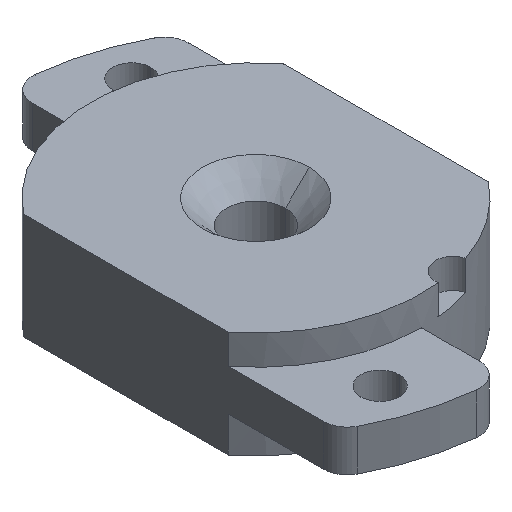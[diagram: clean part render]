
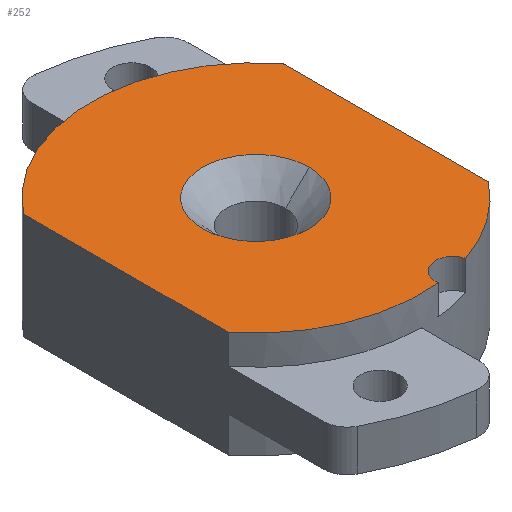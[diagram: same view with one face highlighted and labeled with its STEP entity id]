
A CAD part, isometric view. The second image highlights one B-rep face of the part: STEP entity #252.
In plain terms, the highlighted planar face has unit normal (0, 0, 1).
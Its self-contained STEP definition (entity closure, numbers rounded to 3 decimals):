
#8 = DIRECTION ( 'NONE',  ( 1., 0., 0. ) ) ;
#18 = VECTOR ( 'NONE', #645, 1000. ) ;
#51 = DIRECTION ( 'NONE',  ( 1., 0., 0. ) ) ;
#55 = ORIENTED_EDGE ( 'NONE', *, *, #918, .T. ) ;
#59 = AXIS2_PLACEMENT_3D ( 'NONE', #196, #567, #51 ) ;
#60 = DIRECTION ( 'NONE',  ( 1., 0., 0. ) ) ;
#65 = CIRCLE ( 'NONE', #189, 1.5 ) ;
#77 = EDGE_LOOP ( 'NONE', ( #55, #119 ) ) ;
#82 = CARTESIAN_POINT ( 'NONE',  ( 0., 0., 9. ) ) ;
#119 = ORIENTED_EDGE ( 'NONE', *, *, #807, .T. ) ;
#131 = CARTESIAN_POINT ( 'NONE',  ( 3., -13.675, 9. ) ) ;
#141 = CARTESIAN_POINT ( 'NONE',  ( 0., 0., 9. ) ) ;
#148 = ORIENTED_EDGE ( 'NONE', *, *, #593, .T. ) ;
#150 = EDGE_CURVE ( 'NONE', #797, #355, #246, .T. ) ;
#157 = VERTEX_POINT ( 'NONE', #412 ) ;
#158 = ORIENTED_EDGE ( 'NONE', *, *, #800, .T. ) ;
#176 = CIRCLE ( 'NONE', #463, 14. ) ;
#189 = AXIS2_PLACEMENT_3D ( 'NONE', #131, #864, #205 ) ;
#196 = CARTESIAN_POINT ( 'NONE',  ( 0., 0., 9. ) ) ;
#205 = DIRECTION ( 'NONE',  ( 1., 0., 0. ) ) ;
#229 = DIRECTION ( 'NONE',  ( 0., 0., 1. ) ) ;
#243 = CIRCLE ( 'NONE', #938, 4.5 ) ;
#246 = LINE ( 'NONE', #529, #452 ) ;
#252 = ADVANCED_FACE ( 'NONE', ( #325, #300 ), #724, .T. ) ;
#282 = CARTESIAN_POINT ( 'NONE',  ( 0., 0., 9. ) ) ;
#285 = DIRECTION ( 'NONE',  ( 1., 0., 0. ) ) ;
#300 = FACE_BOUND ( 'NONE', #77, .T. ) ;
#301 = ORIENTED_EDGE ( 'NONE', *, *, #495, .T. ) ;
#305 = EDGE_CURVE ( 'NONE', #696, #157, #65, .T. ) ;
#315 = VERTEX_POINT ( 'NONE', #500 ) ;
#325 = FACE_OUTER_BOUND ( 'NONE', #575, .T. ) ;
#341 = ORIENTED_EDGE ( 'NONE', *, *, #305, .F. ) ;
#346 = EDGE_CURVE ( 'NONE', #355, #849, #176, .T. ) ;
#355 = VERTEX_POINT ( 'NONE', #485 ) ;
#368 = VERTEX_POINT ( 'NONE', #813 ) ;
#394 = CARTESIAN_POINT ( 'NONE',  ( 4.446, -13.275, 9. ) ) ;
#402 = ORIENTED_EDGE ( 'NONE', *, *, #150, .T. ) ;
#403 = CARTESIAN_POINT ( 'NONE',  ( 0., 0., 9. ) ) ;
#410 = DIRECTION ( 'NONE',  ( 1., 0., 0. ) ) ;
#412 = CARTESIAN_POINT ( 'NONE',  ( 1.52, -13.917, 9. ) ) ;
#431 = DIRECTION ( 'NONE',  ( 0., 0., -1. ) ) ;
#443 = DIRECTION ( 'NONE',  ( 0., 0., 1. ) ) ;
#452 = VECTOR ( 'NONE', #700, 1000. ) ;
#463 = AXIS2_PLACEMENT_3D ( 'NONE', #282, #801, #285 ) ;
#477 = CIRCLE ( 'NONE', #920, 14. ) ;
#485 = CARTESIAN_POINT ( 'NONE',  ( 11., 8.66, 9. ) ) ;
#495 = EDGE_CURVE ( 'NONE', #696, #797, #477, .T. ) ;
#500 = CARTESIAN_POINT ( 'NONE',  ( 4.5, 0., 9. ) ) ;
#528 = DIRECTION ( 'NONE',  ( 1., 0., 0. ) ) ;
#529 = CARTESIAN_POINT ( 'NONE',  ( 11., -14., 9. ) ) ;
#561 = ORIENTED_EDGE ( 'NONE', *, *, #346, .T. ) ;
#567 = DIRECTION ( 'NONE',  ( 0., 0., 1. ) ) ;
#572 = CIRCLE ( 'NONE', #666, 14. ) ;
#575 = EDGE_LOOP ( 'NONE', ( #341, #301, #402, #561, #158, #148 ) ) ;
#593 = EDGE_CURVE ( 'NONE', #368, #157, #572, .T. ) ;
#619 = AXIS2_PLACEMENT_3D ( 'NONE', #403, #636, #410 ) ;
#636 = DIRECTION ( 'NONE',  ( 0., 0., -1. ) ) ;
#645 = DIRECTION ( 'NONE',  ( 0., -1., 0. ) ) ;
#656 = CIRCLE ( 'NONE', #619, 4.5 ) ;
#666 = AXIS2_PLACEMENT_3D ( 'NONE', #818, #443, #8 ) ;
#696 = VERTEX_POINT ( 'NONE', #394 ) ;
#700 = DIRECTION ( 'NONE',  ( 0., 1., 0. ) ) ;
#703 = LINE ( 'NONE', #716, #18 ) ;
#709 = CARTESIAN_POINT ( 'NONE',  ( 11., -8.66, 9. ) ) ;
#716 = CARTESIAN_POINT ( 'NONE',  ( -11., -14., 9. ) ) ;
#724 = PLANE ( 'NONE',  #59 ) ;
#730 = VERTEX_POINT ( 'NONE', #922 ) ;
#797 = VERTEX_POINT ( 'NONE', #709 ) ;
#800 = EDGE_CURVE ( 'NONE', #849, #368, #703, .T. ) ;
#801 = DIRECTION ( 'NONE',  ( 0., 0., 1. ) ) ;
#807 = EDGE_CURVE ( 'NONE', #730, #315, #656, .T. ) ;
#813 = CARTESIAN_POINT ( 'NONE',  ( -11., -8.66, 9. ) ) ;
#818 = CARTESIAN_POINT ( 'NONE',  ( 0., 0., 9. ) ) ;
#849 = VERTEX_POINT ( 'NONE', #850 ) ;
#850 = CARTESIAN_POINT ( 'NONE',  ( -11., 8.66, 9. ) ) ;
#864 = DIRECTION ( 'NONE',  ( 0., 0., 1. ) ) ;
#918 = EDGE_CURVE ( 'NONE', #315, #730, #243, .T. ) ;
#920 = AXIS2_PLACEMENT_3D ( 'NONE', #82, #229, #528 ) ;
#922 = CARTESIAN_POINT ( 'NONE',  ( -4.5, 0., 9. ) ) ;
#938 = AXIS2_PLACEMENT_3D ( 'NONE', #141, #431, #60 ) ;
